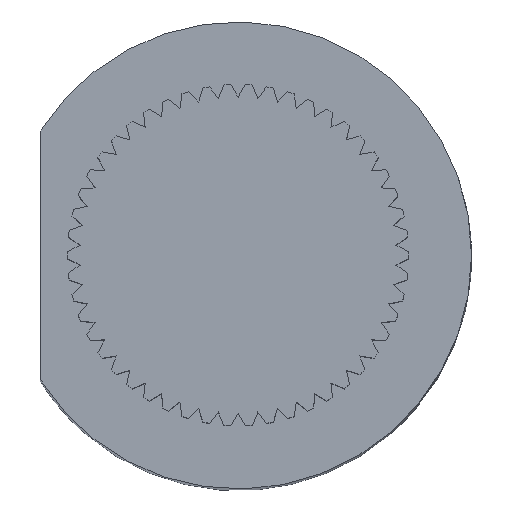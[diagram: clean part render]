
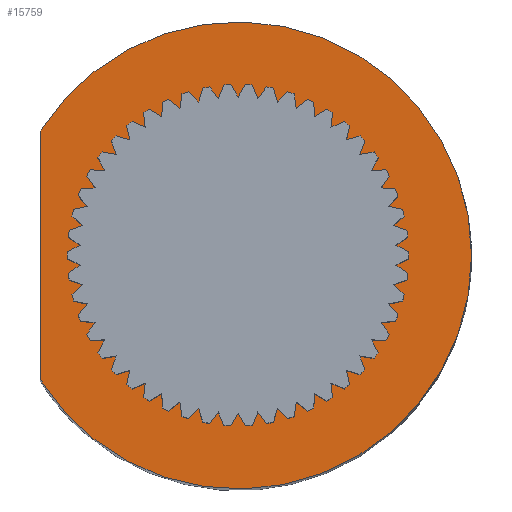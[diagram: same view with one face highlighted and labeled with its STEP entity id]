
A CAD part, top view. The second image highlights one B-rep face of the part: STEP entity #15759.
In plain terms, the highlighted planar face has unit normal (0, 0, 1).
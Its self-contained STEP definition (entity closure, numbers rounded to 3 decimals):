
#1328 = VERTEX_POINT ( 'NONE', #16841 ) ;
#1986 = EDGE_CURVE ( 'NONE', #20760, #4786, #9727, .T. ) ;
#2636 = CARTESIAN_POINT ( 'NONE',  ( -6., -3.464, 27.4 ) ) ;
#2779 = AXIS2_PLACEMENT_3D ( 'NONE', #10118, #13365, #21112 ) ;
#4786 = VERTEX_POINT ( 'NONE', #23431 ) ;
#5500 = DIRECTION ( 'NONE',  ( 1., 0., 0. ) ) ;
#5655 = DIRECTION ( 'NONE',  ( 0., 1., 0. ) ) ;
#5743 = ORIENTED_EDGE ( 'NONE', *, *, #15128, .F. ) ;
#6759 = DIRECTION ( 'NONE',  ( 1., 0., 0. ) ) ;
#7498 = CARTESIAN_POINT ( 'NONE',  ( -0.5, 0., 27.4 ) ) ;
#7704 = AXIS2_PLACEMENT_3D ( 'NONE', #7498, #9506, #5500 ) ;
#9040 = CIRCLE ( 'NONE', #24083, 4. ) ;
#9078 = ORIENTED_EDGE ( 'NONE', *, *, #1986, .T. ) ;
#9188 = ORIENTED_EDGE ( 'NONE', *, *, #18783, .F. ) ;
#9506 = DIRECTION ( 'NONE',  ( 0., 0., 1. ) ) ;
#9609 = DIRECTION ( 'NONE',  ( 0., 0., 1. ) ) ;
#9663 = CARTESIAN_POINT ( 'NONE',  ( -6., 7.402, 27.4 ) ) ;
#9727 = CIRCLE ( 'NONE', #7704, 6.5 ) ;
#10118 = CARTESIAN_POINT ( 'NONE',  ( -0.5, 0., 27.4 ) ) ;
#10146 = EDGE_LOOP ( 'NONE', ( #5743, #9188 ) ) ;
#11011 = VECTOR ( 'NONE', #5655, 1000. ) ;
#12732 = EDGE_LOOP ( 'NONE', ( #21684, #9078 ) ) ;
#13365 = DIRECTION ( 'NONE',  ( 0., 0., 1. ) ) ;
#14516 = DIRECTION ( 'NONE',  ( 0., 0., 1. ) ) ;
#15128 = EDGE_CURVE ( 'NONE', #16864, #1328, #22608, .T. ) ;
#15215 = FACE_BOUND ( 'NONE', #10146, .T. ) ;
#15580 = CARTESIAN_POINT ( 'NONE',  ( -0.5, 0., 27.4 ) ) ;
#15759 = ADVANCED_FACE ( 'NONE', ( #15215, #17062 ), #22730, .T. ) ;
#16146 = CARTESIAN_POINT ( 'NONE',  ( 3.5, 0., 27.4 ) ) ;
#16358 = CARTESIAN_POINT ( 'NONE',  ( -0.5, 0., 27.4 ) ) ;
#16841 = CARTESIAN_POINT ( 'NONE',  ( -4.5, 0., 27.4 ) ) ;
#16864 = VERTEX_POINT ( 'NONE', #16146 ) ;
#17062 = FACE_OUTER_BOUND ( 'NONE', #12732, .T. ) ;
#18482 = EDGE_CURVE ( 'NONE', #20760, #4786, #22785, .T. ) ;
#18783 = EDGE_CURVE ( 'NONE', #1328, #16864, #9040, .T. ) ;
#19495 = AXIS2_PLACEMENT_3D ( 'NONE', #15580, #9609, #21483 ) ;
#20760 = VERTEX_POINT ( 'NONE', #2636 ) ;
#21112 = DIRECTION ( 'NONE',  ( 1., 0., 0. ) ) ;
#21483 = DIRECTION ( 'NONE',  ( 1., 0., 0. ) ) ;
#21684 = ORIENTED_EDGE ( 'NONE', *, *, #18482, .F. ) ;
#22608 = CIRCLE ( 'NONE', #2779, 4. ) ;
#22730 = PLANE ( 'NONE',  #19495 ) ;
#22785 = LINE ( 'NONE', #9663, #11011 ) ;
#23431 = CARTESIAN_POINT ( 'NONE',  ( -6., 3.464, 27.4 ) ) ;
#24083 = AXIS2_PLACEMENT_3D ( 'NONE', #16358, #14516, #6759 ) ;
